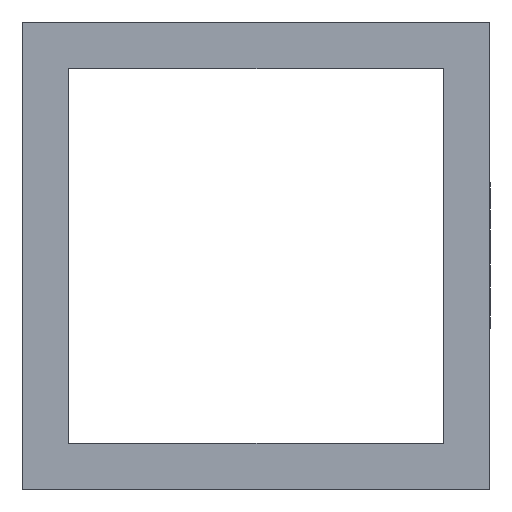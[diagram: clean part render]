
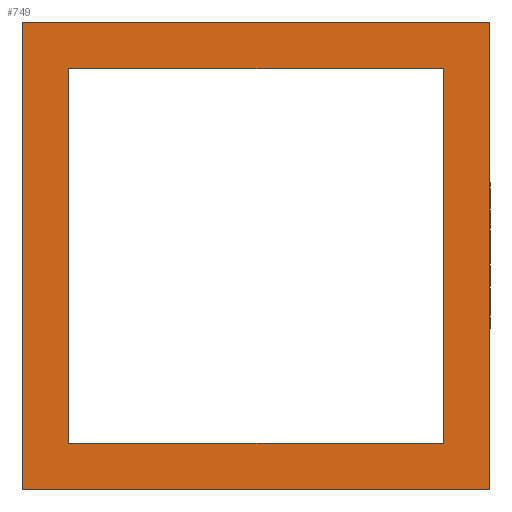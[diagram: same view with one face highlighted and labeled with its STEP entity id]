
A CAD part, front view. The second image highlights one B-rep face of the part: STEP entity #749.
In plain terms, the highlighted planar face has unit normal (0, -1, 0).
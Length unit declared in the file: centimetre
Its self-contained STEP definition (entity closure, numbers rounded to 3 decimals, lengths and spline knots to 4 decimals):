
#454=VERTEX_POINT('',#1881);
#455=VERTEX_POINT('',#1883);
#457=VERTEX_POINT('',#1889);
#459=VERTEX_POINT('',#1895);
#462=VERTEX_POINT('',#1905);
#463=VERTEX_POINT('',#1907);
#465=VERTEX_POINT('',#1913);
#467=VERTEX_POINT('',#1919);
#494=EDGE_CURVE('',#454,#455,#833,.T.);
#498=EDGE_CURVE('',#457,#454,#837,.T.);
#501=EDGE_CURVE('',#459,#457,#840,.T.);
#503=EDGE_CURVE('',#455,#459,#842,.T.);
#506=EDGE_CURVE('',#463,#462,#845,.T.);
#510=EDGE_CURVE('',#462,#465,#849,.T.);
#513=EDGE_CURVE('',#465,#467,#852,.T.);
#515=EDGE_CURVE('',#467,#463,#854,.T.);
#588=ORIENTED_EDGE('',*,*,#515,.T.);
#589=ORIENTED_EDGE('',*,*,#506,.T.);
#590=ORIENTED_EDGE('',*,*,#510,.T.);
#591=ORIENTED_EDGE('',*,*,#513,.T.);
#592=ORIENTED_EDGE('',*,*,#503,.F.);
#593=ORIENTED_EDGE('',*,*,#494,.F.);
#594=ORIENTED_EDGE('',*,*,#498,.F.);
#595=ORIENTED_EDGE('',*,*,#501,.F.);
#670=EDGE_LOOP('',(#588,#589,#590,#591));
#671=EDGE_LOOP('',(#592,#593,#594,#595));
#710=FACE_BOUND('',#670,.T.);
#711=FACE_BOUND('',#671,.T.);
#749=ADVANCED_FACE('',(#710,#711),#1655,.F.);
#833=LINE('',#1882,#1574);
#837=LINE('',#1890,#1578);
#840=LINE('',#1896,#1581);
#842=LINE('',#1899,#1583);
#845=LINE('',#1906,#1586);
#849=LINE('',#1914,#1590);
#852=LINE('',#1920,#1593);
#854=LINE('',#1923,#1595);
#1517=AXIS2_PLACEMENT_3D('',#1925,#2138,$);
#1574=VECTOR('',#2108,1.);
#1578=VECTOR('',#2113,1.);
#1581=VECTOR('',#2117,1.);
#1583=VECTOR('',#2120,1.);
#1586=VECTOR('',#2124,1.);
#1590=VECTOR('',#2129,1.);
#1593=VECTOR('',#2133,1.);
#1595=VECTOR('',#2136,1.);
#1655=PLANE('',#1517);
#1881=CARTESIAN_POINT('',(3.175,0.,0.));
#1882=CARTESIAN_POINT('',(3.175,0.,0.));
#1883=CARTESIAN_POINT('',(0.,0.,0.));
#1889=CARTESIAN_POINT('',(3.175,0.,3.175));
#1890=CARTESIAN_POINT('',(3.175,0.,3.175));
#1895=CARTESIAN_POINT('',(0.,0.,3.175));
#1896=CARTESIAN_POINT('',(0.,0.,3.175));
#1899=CARTESIAN_POINT('',(0.,0.,0.));
#1905=CARTESIAN_POINT('',(2.8575,0.,2.8575));
#1906=CARTESIAN_POINT('',(0.3175,0.,2.8575));
#1907=CARTESIAN_POINT('',(0.3175,0.,2.8575));
#1913=CARTESIAN_POINT('',(2.8575,0.,0.3175));
#1914=CARTESIAN_POINT('',(2.8575,0.,2.8575));
#1919=CARTESIAN_POINT('',(0.3175,0.,0.3175));
#1920=CARTESIAN_POINT('',(2.8575,0.,0.3175));
#1923=CARTESIAN_POINT('',(0.3175,0.,0.3175));
#1925=CARTESIAN_POINT('',(1.5875,0.,1.5875));
#2108=DIRECTION('',(-1.,0.,0.));
#2113=DIRECTION('',(0.,0.,-1.));
#2117=DIRECTION('',(1.,0.,0.));
#2120=DIRECTION('',(0.,0.,1.));
#2124=DIRECTION('',(1.,0.,0.));
#2129=DIRECTION('',(0.,0.,-1.));
#2133=DIRECTION('',(-1.,0.,0.));
#2136=DIRECTION('',(0.,0.,1.));
#2138=DIRECTION('',(0.,1.,0.));
